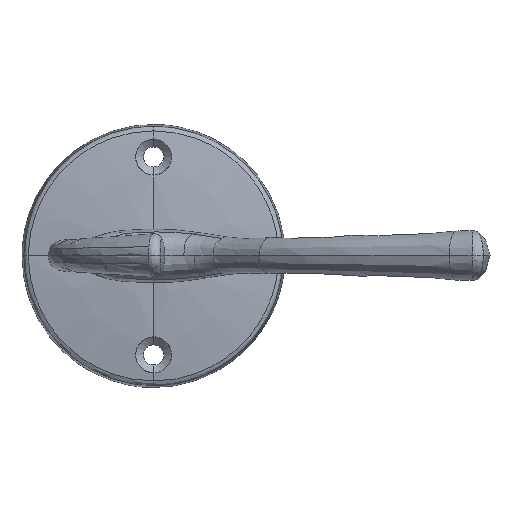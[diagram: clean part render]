
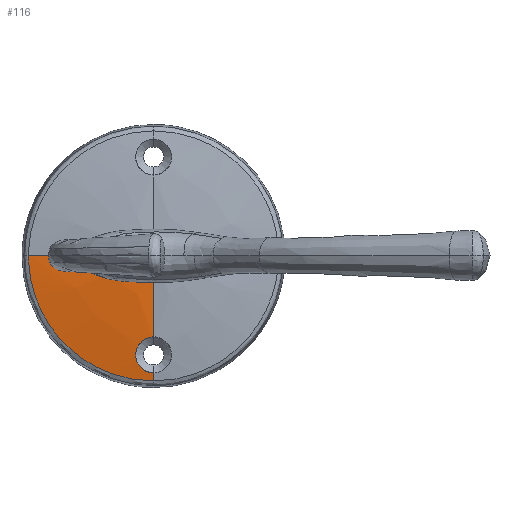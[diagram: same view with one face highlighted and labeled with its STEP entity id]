
A CAD part, top view. The second image highlights one B-rep face of the part: STEP entity #116.
In plain terms, the highlighted free-form (B-spline) face has degree [3, 3] with [7, 4] control points.
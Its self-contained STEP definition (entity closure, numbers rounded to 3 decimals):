
#116=ADVANCED_FACE('',(#264),#2443,.T.);
#264=FACE_OUTER_BOUND('',#414,.T.);
#414=EDGE_LOOP('',(#973,#974,#975,#976,#977,#978,#979));
#973=ORIENTED_EDGE('',*,*,#1619,.F.);
#974=ORIENTED_EDGE('',*,*,#1517,.F.);
#975=ORIENTED_EDGE('',*,*,#1578,.F.);
#976=ORIENTED_EDGE('',*,*,#1509,.F.);
#977=ORIENTED_EDGE('',*,*,#1519,.F.);
#978=ORIENTED_EDGE('',*,*,#1516,.F.);
#979=ORIENTED_EDGE('',*,*,#1515,.F.);
#1509=EDGE_CURVE('',#2224,#2223,#1944,.T.);
#1515=EDGE_CURVE('',#2229,#2221,#1950,.T.);
#1516=EDGE_CURVE('',#2221,#2225,#1951,.T.);
#1517=EDGE_CURVE('',#2231,#2230,#1952,.T.);
#1519=EDGE_CURVE('',#2225,#2224,#1954,.T.);
#1578=EDGE_CURVE('',#2223,#2231,#1997,.T.);
#1619=EDGE_CURVE('',#2230,#2229,#2020,.T.);
#1944=B_SPLINE_CURVE_WITH_KNOTS('',3,(#13776,#13777,#13778,#13779),
 .UNSPECIFIED.,.F.,.F.,(4,4),(-1.853,0.),.UNSPECIFIED.);
#1950=B_SPLINE_CURVE_WITH_KNOTS('',3,(#13803,#13804,#13805,#13806),
 .UNSPECIFIED.,.F.,.F.,(4,4),(0.,3.015),.UNSPECIFIED.);
#1951=B_SPLINE_CURVE_WITH_KNOTS('',3,(#13807,#13808,#13809,#13810),
 .UNSPECIFIED.,.F.,.F.,(4,4),(0.,18.245),.UNSPECIFIED.);
#1952=B_SPLINE_CURVE_WITH_KNOTS('',3,(#13811,#13812,#13813,#13814),
 .UNSPECIFIED.,.F.,.F.,(4,4),(0.,21.22),.UNSPECIFIED.);
#1954=B_SPLINE_CURVE_WITH_KNOTS('',3,(#13834,#13835,#13836,#13837,#13838,
#13839,#13840,#13841,#13842,#13843,#13844,#13845,#13846,#13847,#13848,#13849,
#13850,#13851,#13852,#13853,#13854,#13855,#13856,#13857,#13858,#13859,#13860,
#13861,#13862,#13863,#13864,#13865,#13866,#13867,#13868,#13869,#13870,#13871),
 .UNSPECIFIED.,.F.,.F.,(4,1,1,1,1,1,1,1,1,1,1,1,1,1,1,1,1,1,1,1,1,1,1,1,
1,1,1,1,1,1,1,1,1,1,1,4),(-12.764,-12.399,-12.035,
-11.67,-11.305,-10.941,-10.576,
-10.211,-9.846,-9.482,-9.117,
-8.752,-8.388,-8.023,-7.658,
-7.294,-6.929,-6.564,-6.2,-5.835,
-5.47,-5.106,-4.741,-4.376,
-4.012,-3.647,-3.282,-2.917,
-2.553,-2.188,-1.823,-1.459,
-1.094,-0.729,-0.365,0.),.UNSPECIFIED.);
#1997=B_SPLINE_CURVE_WITH_KNOTS('',3,(#14224,#14225,#14226,#14227,#14228,
#14229,#14230),.UNSPECIFIED.,.F.,.F.,(4,1,1,1,4),(-44.881,-33.661,
-22.44,-11.22,0.),.UNSPECIFIED.);
#2020=B_SPLINE_CURVE_WITH_KNOTS('',3,(#14431,#14432,#14433,#14434,#14435,
#14436,#14437),.UNSPECIFIED.,.F.,.F.,(4,1,1,1,4),(-6.722,-5.042,
-3.361,-1.681,0.),.UNSPECIFIED.);
#2221=VERTEX_POINT('',#13641);
#2223=VERTEX_POINT('',#13643);
#2224=VERTEX_POINT('',#13644);
#2225=VERTEX_POINT('',#13645);
#2229=VERTEX_POINT('',#13649);
#2230=VERTEX_POINT('',#13650);
#2231=VERTEX_POINT('',#13651);
#2443=B_SPLINE_SURFACE_WITH_KNOTS('',3,3,((#12605,#12606,#12607,#12608),
(#12609,#12610,#12611,#12612),(#12613,#12614,#12615,#12616),(#12617,#12618,
#12619,#12620),(#12621,#12622,#12623,#12624),(#12625,#12626,#12627,#12628),
(#12629,#12630,#12631,#12632)),.UNSPECIFIED.,.F.,.F.,.F.,(4,1,1,1,4),(4,
4),(-0.443,5.532,11.065,16.597,22.572),
(0.,28.527),.UNSPECIFIED.);
#12605=CARTESIAN_POINT('',(0.,0.,10.653));
#12606=CARTESIAN_POINT('',(0.299,-9.504,10.653));
#12607=CARTESIAN_POINT('',(0.598,-19.007,9.879));
#12608=CARTESIAN_POINT('',(0.892,-28.387,8.341));
#12609=CARTESIAN_POINT('',(0.,0.,10.653));
#12610=CARTESIAN_POINT('',(-1.044,-9.547,10.653));
#12611=CARTESIAN_POINT('',(-2.091,-19.098,9.881));
#12612=CARTESIAN_POINT('',(-3.12,-28.516,8.341));
#12613=CARTESIAN_POINT('',(0.,0.,10.653));
#12614=CARTESIAN_POINT('',(-3.648,-9.066,10.653));
#12615=CARTESIAN_POINT('',(-7.301,-18.15,9.875));
#12616=CARTESIAN_POINT('',(-10.896,-27.082,8.341));
#12617=CARTESIAN_POINT('',(0.,0.,10.653));
#12618=CARTESIAN_POINT('',(-6.897,-6.897,10.653));
#12619=CARTESIAN_POINT('',(-13.804,-13.804,9.877));
#12620=CARTESIAN_POINT('',(-20.602,-20.602,8.341));
#12621=CARTESIAN_POINT('',(0.,0.,10.653));
#12622=CARTESIAN_POINT('',(-9.066,-3.648,10.653));
#12623=CARTESIAN_POINT('',(-18.15,-7.301,9.875));
#12624=CARTESIAN_POINT('',(-27.082,-10.896,8.341));
#12625=CARTESIAN_POINT('',(0.,0.,10.653));
#12626=CARTESIAN_POINT('',(-9.547,-1.044,10.653));
#12627=CARTESIAN_POINT('',(-19.098,-2.091,9.881));
#12628=CARTESIAN_POINT('',(-28.516,-3.12,8.341));
#12629=CARTESIAN_POINT('',(0.,0.,10.653));
#12630=CARTESIAN_POINT('',(-9.504,0.299,10.653));
#12631=CARTESIAN_POINT('',(-19.007,0.598,9.879));
#12632=CARTESIAN_POINT('',(-28.387,0.892,8.341));
#13641=CARTESIAN_POINT('',(0.,0.,10.653));
#13643=CARTESIAN_POINT('',(0.,-28.122,8.386));
#13644=CARTESIAN_POINT('',(0.,-26.291,8.674));
#13645=CARTESIAN_POINT('',(0.,-18.204,9.707));
#13649=CARTESIAN_POINT('',(-3.015,0.,10.627));
#13650=CARTESIAN_POINT('',(-7.035,0.,10.512));
#13651=CARTESIAN_POINT('',(-28.122,0.,8.386));
#13776=CARTESIAN_POINT('',(0.,-26.291,8.674));
#13777=CARTESIAN_POINT('',(0.,-26.902,8.581));
#13778=CARTESIAN_POINT('',(0.,-27.513,8.485));
#13779=CARTESIAN_POINT('',(0.,-28.122,8.386));
#13803=CARTESIAN_POINT('',(-3.015,0.,10.627));
#13804=CARTESIAN_POINT('',(-2.01,0.,10.644));
#13805=CARTESIAN_POINT('',(-1.005,0.,10.653));
#13806=CARTESIAN_POINT('',(0.,0.,10.653));
#13807=CARTESIAN_POINT('',(0.,0.,10.653));
#13808=CARTESIAN_POINT('',(0.,-6.079,10.653));
#13809=CARTESIAN_POINT('',(0.,-12.158,10.337));
#13810=CARTESIAN_POINT('',(0.,-18.204,9.707));
#13811=CARTESIAN_POINT('',(-28.122,0.,8.386));
#13812=CARTESIAN_POINT('',(-21.145,0.,9.519));
#13813=CARTESIAN_POINT('',(-14.098,0.,10.228));
#13814=CARTESIAN_POINT('',(-7.035,0.,10.512));
#13834=CARTESIAN_POINT('',(0.,-18.204,9.707));
#13835=CARTESIAN_POINT('',(-0.122,-18.204,9.707));
#13836=CARTESIAN_POINT('',(-0.365,-18.215,9.705));
#13837=CARTESIAN_POINT('',(-0.727,-18.265,9.699));
#13838=CARTESIAN_POINT('',(-1.078,-18.346,9.689));
#13839=CARTESIAN_POINT('',(-1.414,-18.455,9.675));
#13840=CARTESIAN_POINT('',(-1.731,-18.589,9.658));
#13841=CARTESIAN_POINT('',(-2.03,-18.746,9.638));
#13842=CARTESIAN_POINT('',(-2.309,-18.924,9.615));
#13843=CARTESIAN_POINT('',(-2.573,-19.124,9.59));
#13844=CARTESIAN_POINT('',(-2.82,-19.345,9.561));
#13845=CARTESIAN_POINT('',(-3.05,-19.588,9.53));
#13846=CARTESIAN_POINT('',(-3.26,-19.85,9.497));
#13847=CARTESIAN_POINT('',(-3.45,-20.132,9.461));
#13848=CARTESIAN_POINT('',(-3.623,-20.444,9.421));
#13849=CARTESIAN_POINT('',(-3.771,-20.778,9.378));
#13850=CARTESIAN_POINT('',(-3.878,-21.095,9.338));
#13851=CARTESIAN_POINT('',(-3.957,-21.405,9.298));
#13852=CARTESIAN_POINT('',(-4.013,-21.729,9.257));
#13853=CARTESIAN_POINT('',(-4.043,-22.072,9.213));
#13854=CARTESIAN_POINT('',(-4.043,-22.429,9.168));
#13855=CARTESIAN_POINT('',(-4.011,-22.784,9.122));
#13856=CARTESIAN_POINT('',(-3.948,-23.139,9.077));
#13857=CARTESIAN_POINT('',(-3.848,-23.505,9.03));
#13858=CARTESIAN_POINT('',(-3.708,-23.871,8.983));
#13859=CARTESIAN_POINT('',(-3.537,-24.217,8.939));
#13860=CARTESIAN_POINT('',(-3.335,-24.543,8.897));
#13861=CARTESIAN_POINT('',(-3.099,-24.853,8.858));
#13862=CARTESIAN_POINT('',(-2.83,-25.143,8.821));
#13863=CARTESIAN_POINT('',(-2.536,-25.404,8.787));
#13864=CARTESIAN_POINT('',(-2.219,-25.635,8.758));
#13865=CARTESIAN_POINT('',(-1.882,-25.833,8.732));
#13866=CARTESIAN_POINT('',(-1.526,-25.998,8.711));
#13867=CARTESIAN_POINT('',(-1.157,-26.128,8.695));
#13868=CARTESIAN_POINT('',(-0.777,-26.222,8.683));
#13869=CARTESIAN_POINT('',(-0.391,-26.279,8.675));
#13870=CARTESIAN_POINT('',(-0.13,-26.291,8.674));
#13871=CARTESIAN_POINT('',(0.,-26.291,8.674));
#14224=CARTESIAN_POINT('',(0.,-28.122,8.386));
#14225=CARTESIAN_POINT('',(-3.68,-28.122,8.386));
#14226=CARTESIAN_POINT('',(-11.039,-26.65,8.386));
#14227=CARTESIAN_POINT('',(-20.4,-20.4,8.386));
#14228=CARTESIAN_POINT('',(-26.65,-11.039,8.386));
#14229=CARTESIAN_POINT('',(-28.122,-3.68,8.386));
#14230=CARTESIAN_POINT('',(-28.122,0.,8.386));
#14431=CARTESIAN_POINT('',(-7.035,0.,10.512));
#14432=CARTESIAN_POINT('',(-7.036,-0.525,10.512));
#14433=CARTESIAN_POINT('',(-6.597,-1.571,10.525));
#14434=CARTESIAN_POINT('',(-5.025,-2.222,10.57));
#14435=CARTESIAN_POINT('',(-3.453,-1.571,10.615));
#14436=CARTESIAN_POINT('',(-3.014,-0.525,10.627));
#14437=CARTESIAN_POINT('',(-3.015,0.,10.627));
